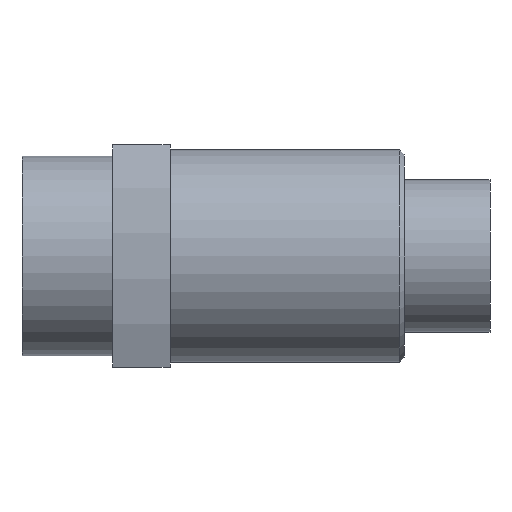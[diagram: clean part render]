
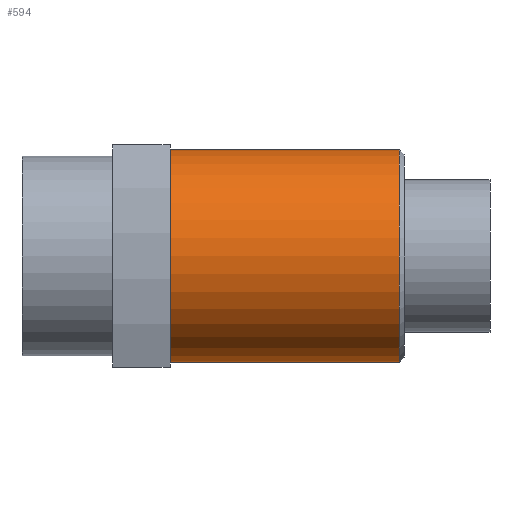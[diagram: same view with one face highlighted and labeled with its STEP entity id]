
A CAD part, front view. The second image highlights one B-rep face of the part: STEP entity #594.
In plain terms, the highlighted cylindrical face has radius 2.225 mm (diameter 4.45 mm), a partial arc.
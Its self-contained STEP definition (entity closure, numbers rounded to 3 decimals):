
#16 = LINE ( 'NONE', #683, #165 ) ;
#53 = CARTESIAN_POINT ( 'NONE',  ( -0.591, 0., -2.225 ) ) ;
#98 = DIRECTION ( 'NONE',  ( 0., 0., -1. ) ) ;
#165 = VECTOR ( 'NONE', #393, 1000. ) ;
#172 = ORIENTED_EDGE ( 'NONE', *, *, #220, .T. ) ;
#198 = EDGE_CURVE ( 'NONE', #610, #847, #16, .T. ) ;
#220 = EDGE_CURVE ( 'NONE', #858, #610, #999, .T. ) ;
#239 = VECTOR ( 'NONE', #1167, 1000. ) ;
#327 = CARTESIAN_POINT ( 'NONE',  ( -8.603, 0., 2.225 ) ) ;
#350 = DIRECTION ( 'NONE',  ( 1., 0., 0. ) ) ;
#373 = CYLINDRICAL_SURFACE ( 'NONE', #1170, 2.225 ) ;
#380 = DIRECTION ( 'NONE',  ( 1., 0., 0. ) ) ;
#393 = DIRECTION ( 'NONE',  ( 1., 0., 0. ) ) ;
#483 = CIRCLE ( 'NONE', #1040, 2.225 ) ;
#519 = AXIS2_PLACEMENT_3D ( 'NONE', #1150, #380, #98 ) ;
#530 = EDGE_LOOP ( 'NONE', ( #820, #172, #750, #1108 ) ) ;
#564 = CARTESIAN_POINT ( 'NONE',  ( -5.391, 0., 2.225 ) ) ;
#594 = ADVANCED_FACE ( 'NONE', ( #1225 ), #373, .T. ) ;
#601 = EDGE_CURVE ( 'NONE', #911, #847, #483, .T. ) ;
#610 = VERTEX_POINT ( 'NONE', #662 ) ;
#656 = CARTESIAN_POINT ( 'NONE',  ( -8.603, 0., 0. ) ) ;
#662 = CARTESIAN_POINT ( 'NONE',  ( -5.391, 0., -2.225 ) ) ;
#683 = CARTESIAN_POINT ( 'NONE',  ( -8.603, 0., -2.225 ) ) ;
#719 = CARTESIAN_POINT ( 'NONE',  ( -0.591, 0., 0. ) ) ;
#750 = ORIENTED_EDGE ( 'NONE', *, *, #198, .T. ) ;
#820 = ORIENTED_EDGE ( 'NONE', *, *, #1119, .F. ) ;
#847 = VERTEX_POINT ( 'NONE', #53 ) ;
#858 = VERTEX_POINT ( 'NONE', #564 ) ;
#883 = LINE ( 'NONE', #327, #239 ) ;
#911 = VERTEX_POINT ( 'NONE', #947 ) ;
#947 = CARTESIAN_POINT ( 'NONE',  ( -0.591, 0., 2.225 ) ) ;
#999 = CIRCLE ( 'NONE', #519, 2.225 ) ;
#1036 = DIRECTION ( 'NONE',  ( 1., 0., 0. ) ) ;
#1040 = AXIS2_PLACEMENT_3D ( 'NONE', #719, #350, #1107 ) ;
#1107 = DIRECTION ( 'NONE',  ( 0., 0., -1. ) ) ;
#1108 = ORIENTED_EDGE ( 'NONE', *, *, #601, .F. ) ;
#1119 = EDGE_CURVE ( 'NONE', #858, #911, #883, .T. ) ;
#1150 = CARTESIAN_POINT ( 'NONE',  ( -5.391, 0., 0. ) ) ;
#1167 = DIRECTION ( 'NONE',  ( 1., 0., 0. ) ) ;
#1170 = AXIS2_PLACEMENT_3D ( 'NONE', #656, #1036, #1201 ) ;
#1201 = DIRECTION ( 'NONE',  ( 0., 0., -1. ) ) ;
#1225 = FACE_OUTER_BOUND ( 'NONE', #530, .T. ) ;
